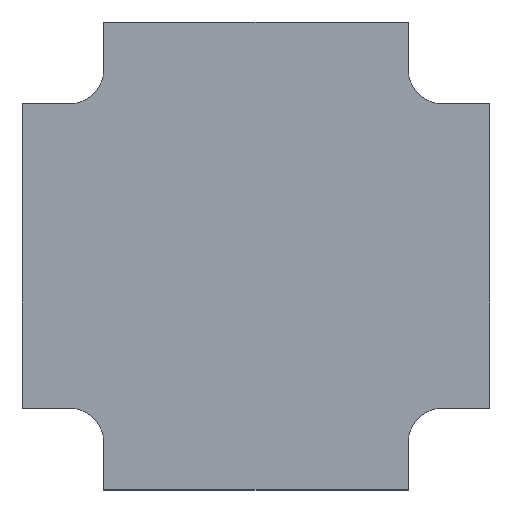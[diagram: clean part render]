
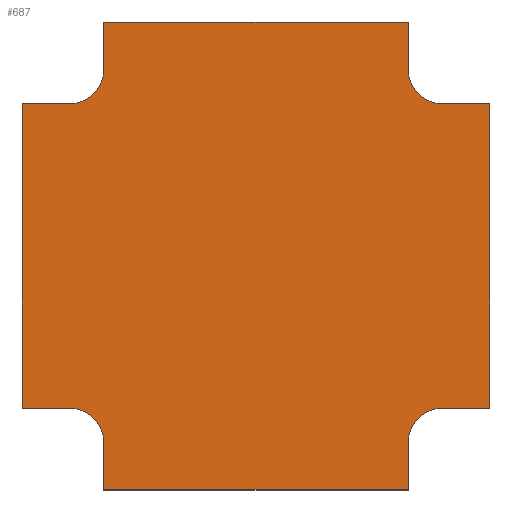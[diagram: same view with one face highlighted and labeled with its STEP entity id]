
A CAD part, top view. The second image highlights one B-rep face of the part: STEP entity #687.
In plain terms, the highlighted planar face has unit normal (0, 0, 1).
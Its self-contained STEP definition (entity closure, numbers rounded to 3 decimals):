
#152=CARTESIAN_POINT('',(16.0,-13.,1.65));
#153=VERTEX_POINT('',#152);
#160=CARTESIAN_POINT('',(13.0,-16.,1.65));
#161=VERTEX_POINT('',#160);
#162=CARTESIAN_POINT('',(16.,-16.,1.65));
#163=DIRECTION('',(0.0,0.0,-1.0));
#164=DIRECTION('',(1.0,0.0,0.0));
#165=AXIS2_PLACEMENT_3D('',#162,#163,#164);
#166=CIRCLE('',#165,3.0);
#167=EDGE_CURVE('',#161,#153,#166,.T.);
#191=CARTESIAN_POINT('',(20.0,-13.,1.65));
#192=VERTEX_POINT('',#191);
#199=CARTESIAN_POINT('',(16.0,-13.,1.65));
#200=DIRECTION('',(1.0,0.0,0.0));
#201=VECTOR('',#200,4.0);
#202=LINE('',#199,#201);
#203=EDGE_CURVE('',#153,#192,#202,.T.);
#222=CARTESIAN_POINT('',(20.,13.,1.65));
#223=VERTEX_POINT('',#222);
#230=CARTESIAN_POINT('',(20.0,-13.,1.65));
#231=DIRECTION('',(0.0,1.0,0.0));
#232=VECTOR('',#231,26.);
#233=LINE('',#230,#232);
#234=EDGE_CURVE('',#192,#223,#233,.T.);
#253=CARTESIAN_POINT('',(16.0,13.,1.65));
#254=VERTEX_POINT('',#253);
#261=CARTESIAN_POINT('',(20.,13.,1.65));
#262=DIRECTION('',(-1.0,0.0,0.0));
#263=VECTOR('',#262,4.);
#264=LINE('',#261,#263);
#265=EDGE_CURVE('',#223,#254,#264,.T.);
#285=CARTESIAN_POINT('',(13.,16.0,1.65));
#286=VERTEX_POINT('',#285);
#293=CARTESIAN_POINT('',(16.,16.,1.65));
#294=DIRECTION('',(0.0,0.0,-1.0));
#295=DIRECTION('',(1.0,0.0,0.0));
#296=AXIS2_PLACEMENT_3D('',#293,#294,#295);
#297=CIRCLE('',#296,3.);
#298=EDGE_CURVE('',#254,#286,#297,.T.);
#317=CARTESIAN_POINT('',(13.,20.0,1.65));
#318=VERTEX_POINT('',#317);
#325=CARTESIAN_POINT('',(13.,16.0,1.65));
#326=DIRECTION('',(0.0,1.0,0.0));
#327=VECTOR('',#326,4.0);
#328=LINE('',#325,#327);
#329=EDGE_CURVE('',#286,#318,#328,.T.);
#348=CARTESIAN_POINT('',(-13.,20.0,1.65));
#349=VERTEX_POINT('',#348);
#356=CARTESIAN_POINT('',(13.,20.0,1.65));
#357=DIRECTION('',(-1.0,0.0,0.0));
#358=VECTOR('',#357,26.);
#359=LINE('',#356,#358);
#360=EDGE_CURVE('',#318,#349,#359,.T.);
#379=CARTESIAN_POINT('',(-13.0,16.,1.65));
#380=VERTEX_POINT('',#379);
#387=CARTESIAN_POINT('',(-13.,20.0,1.65));
#388=DIRECTION('',(0.0,-1.0,0.0));
#389=VECTOR('',#388,4.);
#390=LINE('',#387,#389);
#391=EDGE_CURVE('',#349,#380,#390,.T.);
#411=CARTESIAN_POINT('',(-16.,13.,1.65));
#412=VERTEX_POINT('',#411);
#419=CARTESIAN_POINT('',(-16.,16.0,1.65));
#420=DIRECTION('',(0.0,0.0,-1.0));
#421=DIRECTION('',(1.0,0.0,0.0));
#422=AXIS2_PLACEMENT_3D('',#419,#420,#421);
#423=CIRCLE('',#422,3.0);
#424=EDGE_CURVE('',#380,#412,#423,.T.);
#443=CARTESIAN_POINT('',(-20.0,13.,1.65));
#444=VERTEX_POINT('',#443);
#451=CARTESIAN_POINT('',(-16.,13.,1.65));
#452=DIRECTION('',(-1.0,0.0,0.0));
#453=VECTOR('',#452,4.);
#454=LINE('',#451,#453);
#455=EDGE_CURVE('',#412,#444,#454,.T.);
#474=CARTESIAN_POINT('',(-20.,-13.,1.65));
#475=VERTEX_POINT('',#474);
#482=CARTESIAN_POINT('',(-20.0,13.,1.65));
#483=DIRECTION('',(0.0,-1.0,0.0));
#484=VECTOR('',#483,26.0);
#485=LINE('',#482,#484);
#486=EDGE_CURVE('',#444,#475,#485,.T.);
#505=CARTESIAN_POINT('',(-16.,-13.0,1.65));
#506=VERTEX_POINT('',#505);
#513=CARTESIAN_POINT('',(-20.,-13.,1.65));
#514=DIRECTION('',(1.0,0.0,0.0));
#515=VECTOR('',#514,4.);
#516=LINE('',#513,#515);
#517=EDGE_CURVE('',#475,#506,#516,.T.);
#537=CARTESIAN_POINT('',(-13.,-16.,1.65));
#538=VERTEX_POINT('',#537);
#545=CARTESIAN_POINT('',(-16.,-16.0,1.65));
#546=DIRECTION('',(0.0,0.0,-1.0));
#547=DIRECTION('',(1.0,0.0,0.0));
#548=AXIS2_PLACEMENT_3D('',#545,#546,#547);
#549=CIRCLE('',#548,3.0);
#550=EDGE_CURVE('',#506,#538,#549,.T.);
#569=CARTESIAN_POINT('',(-13.,-20.0,1.65));
#570=VERTEX_POINT('',#569);
#577=CARTESIAN_POINT('',(-13.,-16.,1.65));
#578=DIRECTION('',(0.0,-1.0,0.0));
#579=VECTOR('',#578,4.);
#580=LINE('',#577,#579);
#581=EDGE_CURVE('',#538,#570,#580,.T.);
#600=CARTESIAN_POINT('',(13.0,-20.0,1.65));
#601=VERTEX_POINT('',#600);
#608=CARTESIAN_POINT('',(-13.,-20.0,1.65));
#609=DIRECTION('',(1.0,0.0,0.0));
#610=VECTOR('',#609,26.0);
#611=LINE('',#608,#610);
#612=EDGE_CURVE('',#570,#601,#611,.T.);
#630=CARTESIAN_POINT('',(13.0,-20.0,1.65));
#631=DIRECTION('',(0.0,1.0,0.0));
#632=VECTOR('',#631,4.);
#633=LINE('',#630,#632);
#634=EDGE_CURVE('',#601,#161,#633,.T.);
#664=CARTESIAN_POINT('',(0.,0.,1.65));
#665=DIRECTION('',(0.0,0.0,1.0));
#666=DIRECTION('',(1.0,0.0,0.0));
#667=AXIS2_PLACEMENT_3D('',#664,#665,#666);
#668=PLANE('',#667);
#669=ORIENTED_EDGE('',*,*,#634,.T.);
#670=ORIENTED_EDGE('',*,*,#167,.T.);
#671=ORIENTED_EDGE('',*,*,#203,.T.);
#672=ORIENTED_EDGE('',*,*,#234,.T.);
#673=ORIENTED_EDGE('',*,*,#265,.T.);
#674=ORIENTED_EDGE('',*,*,#298,.T.);
#675=ORIENTED_EDGE('',*,*,#329,.T.);
#676=ORIENTED_EDGE('',*,*,#360,.T.);
#677=ORIENTED_EDGE('',*,*,#391,.T.);
#678=ORIENTED_EDGE('',*,*,#424,.T.);
#679=ORIENTED_EDGE('',*,*,#455,.T.);
#680=ORIENTED_EDGE('',*,*,#486,.T.);
#681=ORIENTED_EDGE('',*,*,#517,.T.);
#682=ORIENTED_EDGE('',*,*,#550,.T.);
#683=ORIENTED_EDGE('',*,*,#581,.T.);
#684=ORIENTED_EDGE('',*,*,#612,.T.);
#685=EDGE_LOOP('',(#669,#670,#671,#672,#673,#674,#675,#676,#677,#678,#679,#680,#681,#682,#683,#684));
#686=FACE_OUTER_BOUND('',#685,.T.);
#687=ADVANCED_FACE('',(#686),#668,.T.);
